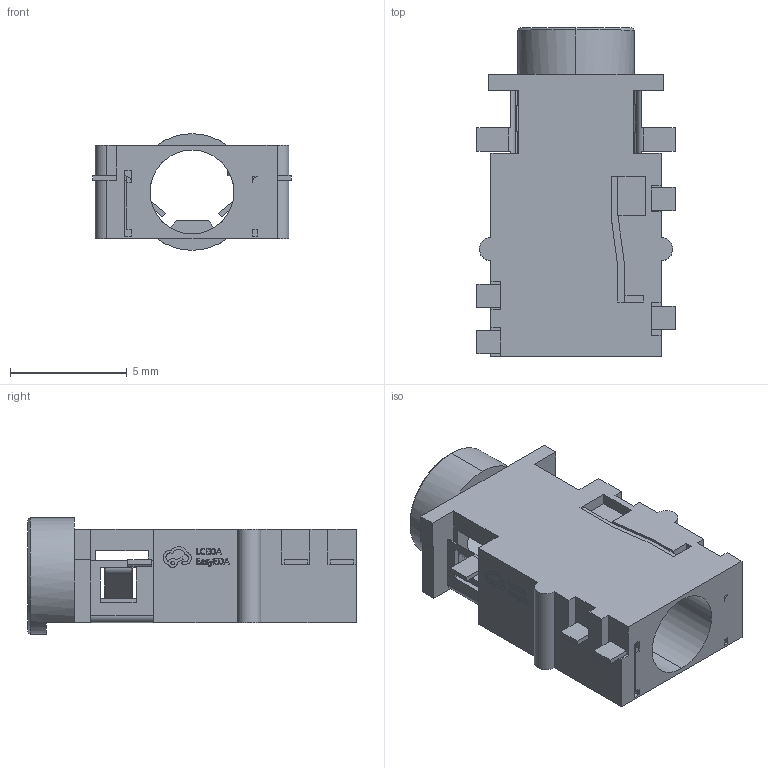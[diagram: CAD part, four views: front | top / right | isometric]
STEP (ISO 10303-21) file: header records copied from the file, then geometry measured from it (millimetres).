
FILE_DESCRIPTION (( 'STEP AP214' ), '1' );
FILE_NAME ('AUDIO-SMD_PJ-342C.step', '2022-06-16T10:26:14', ( '' ), ( '' ), 'SwSTEP 2.0', 'SolidWorks 2020', '' );
FILE_SCHEMA (( 'AUTOMOTIVE_DESIGN' ));
Length unit declared in the file: millimetre
Products named in the file (1): AUDIO-SMD_PJ-342C
Bounding box: 8.5 x 14.1 x 5 mm (x, y, z)
Volume: 214.1 mm3; surface area: 605.3 mm2
Topology: 2 solids, 2 shells, 476 faces, 1301 edges, 853 vertices
Faces by surface type: plane 337, bspline 114, cylinder 23, cone 2
Entity records: 21379 total; most frequent: CARTESIAN_POINT 4761, ORIENTED_EDGE 2602, DIRECTION 1858, EDGE_CURVE 1301, LINE 1006, VECTOR 1006, VERTEX_POINT 853, EDGE_LOOP 516
